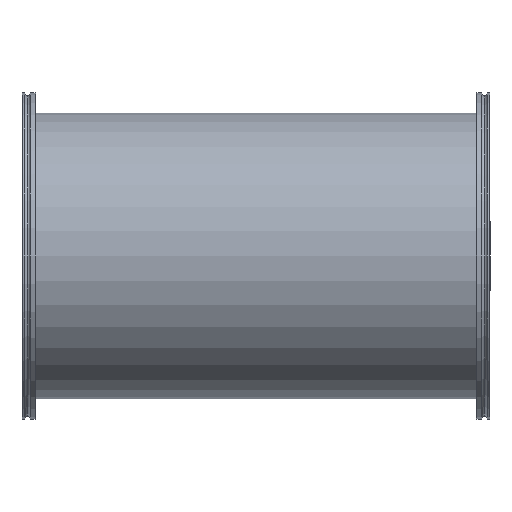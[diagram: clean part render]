
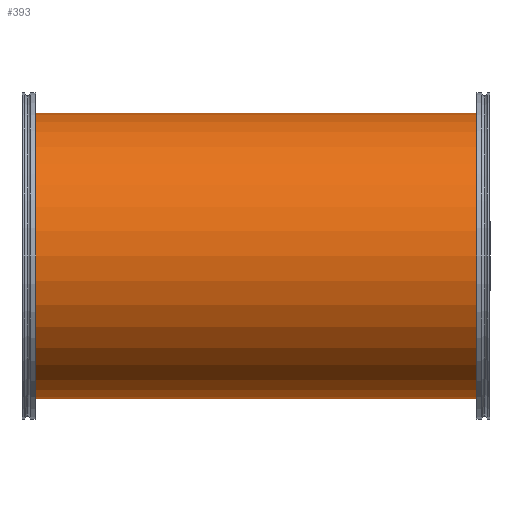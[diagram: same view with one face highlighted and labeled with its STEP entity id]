
A CAD part, front view. The second image highlights one B-rep face of the part: STEP entity #393.
In plain terms, the highlighted cylindrical face has radius 127 mm (diameter 254 mm), a partial arc.
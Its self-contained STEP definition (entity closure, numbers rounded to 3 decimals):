
#5 = CARTESIAN_POINT ( 'NONE',  ( -201.5, 0., 127. ) ) ;
#6 = VERTEX_POINT ( 'NONE', #2027 ) ;
#76 = ORIENTED_EDGE ( 'NONE', *, *, #1693, .T. ) ;
#179 = CARTESIAN_POINT ( 'NONE',  ( -201.5, 0., 0. ) ) ;
#202 = ORIENTED_EDGE ( 'NONE', *, *, #541, .F. ) ;
#364 = CARTESIAN_POINT ( 'NONE',  ( 201.5, 0., 127. ) ) ;
#380 = DIRECTION ( 'NONE',  ( 1., 0., 0. ) ) ;
#393 = ADVANCED_FACE ( 'NONE', ( #424 ), #1296, .T. ) ;
#406 = DIRECTION ( 'NONE',  ( 1., 0., 0. ) ) ;
#415 = CARTESIAN_POINT ( 'NONE',  ( 201.5, 0., 0. ) ) ;
#424 = FACE_OUTER_BOUND ( 'NONE', #512, .T. ) ;
#469 = DIRECTION ( 'NONE',  ( 1., 0., 0. ) ) ;
#512 = EDGE_LOOP ( 'NONE', ( #1890, #1856, #76, #202 ) ) ;
#541 = EDGE_CURVE ( 'NONE', #1008, #6, #1026, .T. ) ;
#592 = CARTESIAN_POINT ( 'NONE',  ( -201.5, 0., -127. ) ) ;
#794 = LINE ( 'NONE', #5, #2051 ) ;
#968 = CARTESIAN_POINT ( 'NONE',  ( -201.5, 0., -127. ) ) ;
#1008 = VERTEX_POINT ( 'NONE', #364 ) ;
#1022 = DIRECTION ( 'NONE',  ( 1., 0., 0. ) ) ;
#1026 = CIRCLE ( 'NONE', #2050, 127. ) ;
#1116 = VERTEX_POINT ( 'NONE', #968 ) ;
#1296 = CYLINDRICAL_SURFACE ( 'NONE', #1877, 127. ) ;
#1304 = VERTEX_POINT ( 'NONE', #1355 ) ;
#1355 = CARTESIAN_POINT ( 'NONE',  ( -201.5, 0., 127. ) ) ;
#1396 = DIRECTION ( 'NONE',  ( 0., 0., -1. ) ) ;
#1407 = DIRECTION ( 'NONE',  ( 1., 0., 0. ) ) ;
#1477 = VECTOR ( 'NONE', #1407, 1000. ) ;
#1524 = LINE ( 'NONE', #592, #1477 ) ;
#1595 = AXIS2_PLACEMENT_3D ( 'NONE', #179, #406, #1396 ) ;
#1693 = EDGE_CURVE ( 'NONE', #1116, #6, #1524, .T. ) ;
#1718 = CIRCLE ( 'NONE', #1595, 127. ) ;
#1822 = DIRECTION ( 'NONE',  ( 0., 0., -1. ) ) ;
#1856 = ORIENTED_EDGE ( 'NONE', *, *, #2046, .T. ) ;
#1877 = AXIS2_PLACEMENT_3D ( 'NONE', #1907, #1022, #1822 ) ;
#1890 = ORIENTED_EDGE ( 'NONE', *, *, #2076, .F. ) ;
#1896 = DIRECTION ( 'NONE',  ( 0., 0., -1. ) ) ;
#1907 = CARTESIAN_POINT ( 'NONE',  ( -201.5, 0., 0. ) ) ;
#2027 = CARTESIAN_POINT ( 'NONE',  ( 201.5, 0., -127. ) ) ;
#2046 = EDGE_CURVE ( 'NONE', #1304, #1116, #1718, .T. ) ;
#2050 = AXIS2_PLACEMENT_3D ( 'NONE', #415, #380, #1896 ) ;
#2051 = VECTOR ( 'NONE', #469, 1000. ) ;
#2076 = EDGE_CURVE ( 'NONE', #1304, #1008, #794, .T. ) ;
